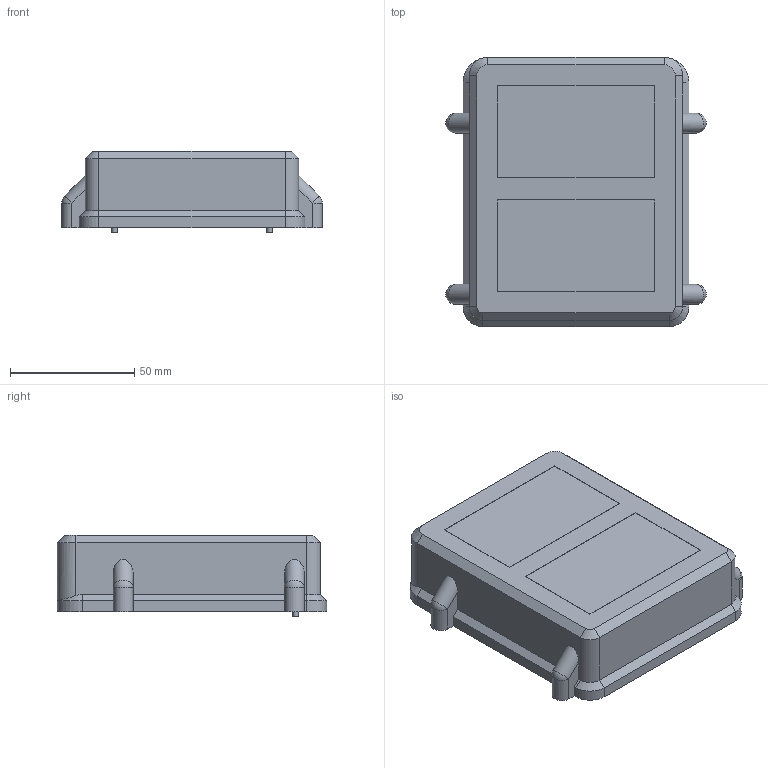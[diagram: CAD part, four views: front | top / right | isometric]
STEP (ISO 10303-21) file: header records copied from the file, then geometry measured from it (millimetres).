
FILE_DESCRIPTION(/* description */ (''),/* implementation_level */ '2;1');
FILE_NAME(/* name */ 'coneRGB_case_top.step',/* time_stamp */ '2022-11-29T16:02:18-06:00',/* author */ (''),/* organization */ (''),/* preprocessor_version */ 'ST-DEVELOPER v19.2',/* originating_system */ 'Autodesk Translation Framework v11.17.0.187',/* authorisation */ '');
FILE_SCHEMA (('AUTOMOTIVE_DESIGN { 1 0 10303 214 3 1 1 }'));
Length unit declared in the file: millimetre
Products named in the file (1): Under glow box half flat top
Bounding box: 105 x 108.5 x 33 mm (x, y, z)
Volume: 54578.9 mm3; surface area: 43914 mm2
Topology: 1 solids, 1 shells, 134 faces, 336 edges, 214 vertices
Faces by surface type: plane 82, cylinder 38, cone 10, sphere 4
Full cylindrical faces by diameter (mm): 2.2 x2, 5 x4
Entity records: 4016 total; most frequent: CARTESIAN_POINT 707, DIRECTION 686, ORIENTED_EDGE 672, EDGE_CURVE 336, LINE 248, VECTOR 248, AXIS2_PLACEMENT_3D 219, VERTEX_POINT 214
